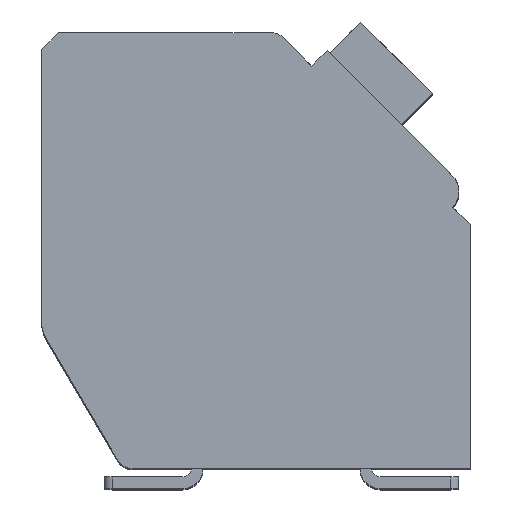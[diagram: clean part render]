
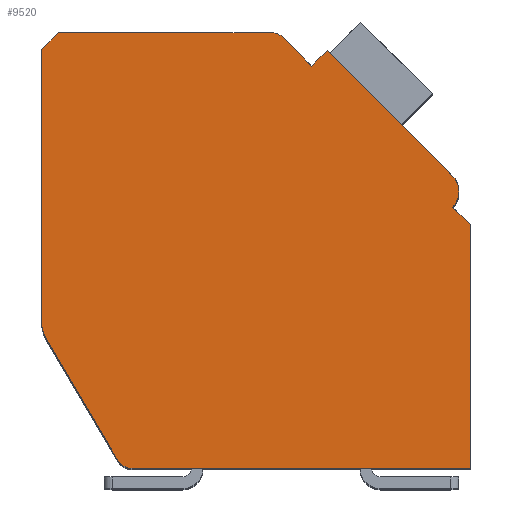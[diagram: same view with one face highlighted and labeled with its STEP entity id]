
A CAD part, top view. The second image highlights one B-rep face of the part: STEP entity #9520.
In plain terms, the highlighted planar face has unit normal (0, 0, 1).
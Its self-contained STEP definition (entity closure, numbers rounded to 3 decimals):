
#243=DIRECTION('',(0.,-1.,0.));
#244=VECTOR('',#243,8.053);
#245=CARTESIAN_POINT('',(-12.7,12.4,2.1));
#246=LINE('',#245,#244);
#247=DIRECTION('',(-0.707,-0.707,0.));
#248=VECTOR('',#247,0.707);
#249=CARTESIAN_POINT('',(-12.2,12.9,2.1));
#250=LINE('',#249,#248);
#251=DIRECTION('',(-1.,0.,0.));
#252=VECTOR('',#251,6.298);
#253=CARTESIAN_POINT('',(-5.902,12.9,2.1));
#254=LINE('',#253,#252);
#255=CARTESIAN_POINT('',(-5.902,12.4,2.1));
#256=DIRECTION('',(0.,0.,1.));
#257=DIRECTION('',(0.707,0.707,0.));
#258=AXIS2_PLACEMENT_3D('',#255,#256,#257);
#260=DIRECTION('',(-0.707,0.707,0.));
#261=VECTOR('',#260,1.197);
#262=CARTESIAN_POINT('',(-4.702,11.907,2.1));
#263=LINE('',#262,#261);
#264=DIRECTION('',(-0.707,-0.707,0.));
#265=VECTOR('',#264,0.65);
#266=CARTESIAN_POINT('',(-4.243,12.367,2.1));
#267=LINE('',#266,#265);
#268=DIRECTION('',(-0.707,0.707,0.));
#269=VECTOR('',#268,5.25);
#270=CARTESIAN_POINT('',(-0.53,8.655,2.1));
#271=LINE('',#270,#269);
#272=CARTESIAN_POINT('',(-0.99,8.195,2.1));
#273=DIRECTION('',(0.,0.,1.));
#274=DIRECTION('',(0.707,-0.707,0.));
#275=AXIS2_PLACEMENT_3D('',#272,#273,#274);
#277=DIRECTION('',(-0.707,0.707,0.));
#278=VECTOR('',#277,0.75);
#279=CARTESIAN_POINT('',(0.,7.205,2.1));
#280=LINE('',#279,#278);
#281=DIRECTION('',(0.,1.,0.));
#282=VECTOR('',#281,7.205);
#283=CARTESIAN_POINT('',(0.,0.,2.1));
#284=LINE('',#283,#282);
#285=DIRECTION('',(1.,0.,0.));
#286=VECTOR('',#285,10.014);
#287=CARTESIAN_POINT('',(-10.014,0.,2.1));
#288=LINE('',#287,#286);
#289=CARTESIAN_POINT('',(-10.014,0.5,2.1));
#290=DIRECTION('',(0.,0.,1.));
#291=DIRECTION('',(-0.862,-0.508,0.));
#292=AXIS2_PLACEMENT_3D('',#289,#290,#291);
#294=DIRECTION('',(0.508,-0.862,0.));
#295=VECTOR('',#294,4.17);
#296=CARTESIAN_POINT('',(-12.562,3.839,2.1));
#297=LINE('',#296,#295);
#298=CARTESIAN_POINT('',(-11.7,4.347,2.1));
#299=DIRECTION('',(0.,0.,1.));
#300=DIRECTION('',(-1.,0.,0.));
#301=AXIS2_PLACEMENT_3D('',#298,#299,#300);
#7140=CARTESIAN_POINT('',(-12.7,12.4,2.1));
#7141=CARTESIAN_POINT('',(-12.7,4.347,2.1));
#7142=VERTEX_POINT('',#7140);
#7143=VERTEX_POINT('',#7141);
#7144=CARTESIAN_POINT('',(-12.562,3.839,2.1));
#7145=VERTEX_POINT('',#7144);
#7146=CARTESIAN_POINT('',(-10.445,0.246,2.1));
#7147=VERTEX_POINT('',#7146);
#7148=CARTESIAN_POINT('',(-10.014,0.,2.1));
#7149=VERTEX_POINT('',#7148);
#7150=CARTESIAN_POINT('',(0.,0.,2.1));
#7151=VERTEX_POINT('',#7150);
#7152=CARTESIAN_POINT('',(0.,7.205,2.1));
#7153=VERTEX_POINT('',#7152);
#7154=CARTESIAN_POINT('',(-0.53,7.735,2.1));
#7155=VERTEX_POINT('',#7154);
#7156=CARTESIAN_POINT('',(-0.53,8.655,2.1));
#7157=VERTEX_POINT('',#7156);
#7158=CARTESIAN_POINT('',(-4.243,12.367,2.1));
#7159=VERTEX_POINT('',#7158);
#7160=CARTESIAN_POINT('',(-4.702,11.907,2.1));
#7161=VERTEX_POINT('',#7160);
#7162=CARTESIAN_POINT('',(-5.548,12.754,2.1));
#7163=VERTEX_POINT('',#7162);
#7164=CARTESIAN_POINT('',(-5.902,12.9,2.1));
#7165=VERTEX_POINT('',#7164);
#7166=CARTESIAN_POINT('',(-12.2,12.9,2.1));
#7167=VERTEX_POINT('',#7166);
#9487=CARTESIAN_POINT('',(0.,0.,2.1));
#9488=DIRECTION('',(0.,0.,1.));
#9489=DIRECTION('',(1.,0.,0.));
#9490=AXIS2_PLACEMENT_3D('',#9487,#9488,#9489);
#9491=PLANE('',#9490);
#9492=ORIENTED_EDGE('',*,*,#9286,.F.);
#9494=ORIENTED_EDGE('',*,*,#9493,.F.);
#9496=ORIENTED_EDGE('',*,*,#9495,.F.);
#9498=ORIENTED_EDGE('',*,*,#9497,.F.);
#9500=ORIENTED_EDGE('',*,*,#9499,.F.);
#9502=ORIENTED_EDGE('',*,*,#9501,.F.);
#9504=ORIENTED_EDGE('',*,*,#9503,.F.);
#9506=ORIENTED_EDGE('',*,*,#9505,.F.);
#9508=ORIENTED_EDGE('',*,*,#9507,.F.);
#9510=ORIENTED_EDGE('',*,*,#9509,.F.);
#9512=ORIENTED_EDGE('',*,*,#9511,.F.);
#9514=ORIENTED_EDGE('',*,*,#9513,.F.);
#9516=ORIENTED_EDGE('',*,*,#9515,.F.);
#9517=ORIENTED_EDGE('',*,*,#9375,.F.);
#9518=EDGE_LOOP('',(#9492,#9494,#9496,#9498,#9500,#9502,#9504,#9506,#9508,#9510,
#9512,#9514,#9516,#9517));
#9519=FACE_OUTER_BOUND('',#9518,.F.);
#259=CIRCLE('',#258,0.5);
#276=CIRCLE('',#275,0.65);
#293=CIRCLE('',#292,0.5);
#302=CIRCLE('',#301,1.);
#9286=EDGE_CURVE('',#7142,#7143,#246,.T.);
#9375=EDGE_CURVE('',#7143,#7145,#302,.T.);
#9493=EDGE_CURVE('',#7167,#7142,#250,.T.);
#9495=EDGE_CURVE('',#7165,#7167,#254,.T.);
#9497=EDGE_CURVE('',#7163,#7165,#259,.T.);
#9499=EDGE_CURVE('',#7161,#7163,#263,.T.);
#9501=EDGE_CURVE('',#7159,#7161,#267,.T.);
#9503=EDGE_CURVE('',#7157,#7159,#271,.T.);
#9505=EDGE_CURVE('',#7155,#7157,#276,.T.);
#9507=EDGE_CURVE('',#7153,#7155,#280,.T.);
#9509=EDGE_CURVE('',#7151,#7153,#284,.T.);
#9511=EDGE_CURVE('',#7149,#7151,#288,.T.);
#9513=EDGE_CURVE('',#7147,#7149,#293,.T.);
#9515=EDGE_CURVE('',#7145,#7147,#297,.T.);
#9520=ADVANCED_FACE('',(#9519),#9491,.T.);
